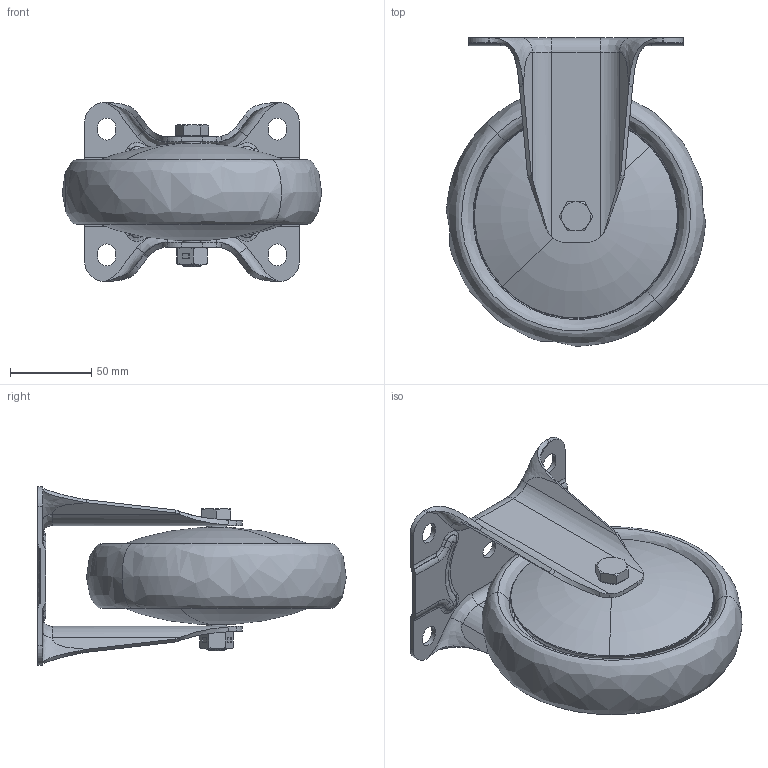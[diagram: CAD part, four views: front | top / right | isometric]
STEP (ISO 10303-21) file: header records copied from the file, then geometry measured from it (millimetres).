
FILE_DESCRIPTION (( 'STEP AP214' ), '1' );
FILE_NAME ('0056192.step', '2023-11-07T09:37:49', ( '' ), ( '' ), 'SwSTEP 2.0', 'SolidWorks 2020', '' );
FILE_SCHEMA (( 'AUTOMOTIVE_DESIGN' ));
Length unit declared in the file: millimetre
Products named in the file (1): 0056192
Bounding box: 159.72 x 189.99 x 110 mm (x, y, z)
Volume: 559442.3 mm3; surface area: 202139.6 mm2
Topology: 11 solids, 11 shells, 440 faces, 990 edges, 582 vertices
Faces by surface type: bspline 126, plane 110, cylinder 96, torus 68, cone 40
Entity records: 27764 total; most frequent: CARTESIAN_POINT 13619, ORIENTED_EDGE 1980, DIRECTION 1824, EDGE_CURVE 990, AXIS2_PLACEMENT_3D 743, VERTEX_POINT 582, EDGE_LOOP 482, UNCERTAINTY_MEASURE_WITH_UNIT 453
